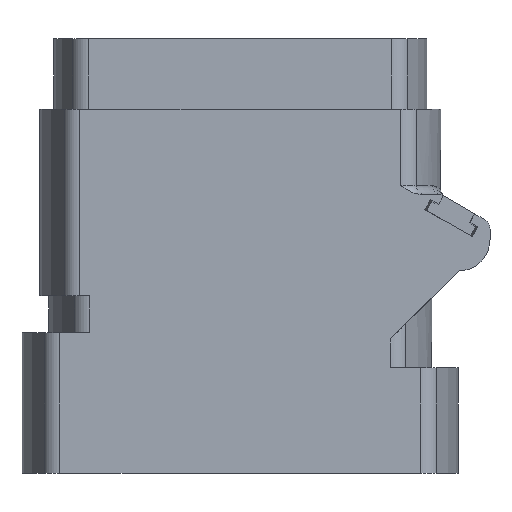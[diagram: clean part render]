
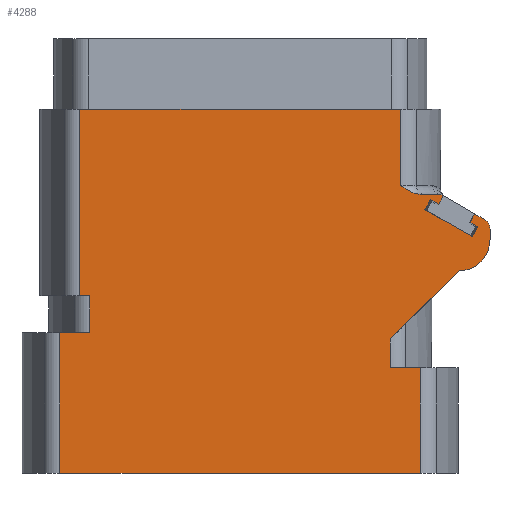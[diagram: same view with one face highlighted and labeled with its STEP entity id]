
A CAD part, front view. The second image highlights one B-rep face of the part: STEP entity #4288.
In plain terms, the highlighted planar face has unit normal (0, -1, 0).
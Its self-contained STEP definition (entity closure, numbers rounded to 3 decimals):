
#269=DIRECTION('',(1.,0.,0.));
#270=VECTOR('',#269,18.238);
#271=CARTESIAN_POINT('',(-9.119,-6.,20.7));
#272=LINE('',#271,#270);
#311=DIRECTION('',(1.,0.,0.));
#312=VECTOR('',#311,0.575);
#313=CARTESIAN_POINT('',(-9.119,-6.,10.1));
#314=LINE('',#313,#312);
#339=DIRECTION('',(-0.5,0.,-0.866));
#340=VECTOR('',#339,0.55);
#341=CARTESIAN_POINT('',(11.555,-6.,15.777));
#342=LINE('',#341,#340);
#343=DIRECTION('',(-0.866,0.,0.5));
#344=VECTOR('',#343,0.525);
#345=CARTESIAN_POINT('',(11.28,-6.,15.3));
#346=LINE('',#345,#344);
#347=DIRECTION('',(-0.5,0.,-0.866));
#348=VECTOR('',#347,0.65);
#349=CARTESIAN_POINT('',(10.825,-6.,15.563));
#350=LINE('',#349,#348);
#351=DIRECTION('',(0.866,0.,-0.5));
#352=VECTOR('',#351,3.1);
#353=CARTESIAN_POINT('',(10.5,-6.,15.));
#354=LINE('',#353,#352);
#355=DIRECTION('',(0.5,0.,0.866));
#356=VECTOR('',#355,0.65);
#357=CARTESIAN_POINT('',(13.185,-6.,13.45));
#358=LINE('',#357,#356);
#359=DIRECTION('',(-0.866,0.,0.5));
#360=VECTOR('',#359,0.525);
#361=CARTESIAN_POINT('',(13.51,-6.,14.013));
#362=LINE('',#361,#360);
#363=DIRECTION('',(0.5,0.,0.866));
#364=VECTOR('',#363,0.55);
#365=CARTESIAN_POINT('',(13.055,-6.,14.275));
#366=LINE('',#365,#364);
#367=DIRECTION('',(-0.866,0.,0.5));
#368=VECTOR('',#367,0.629);
#369=CARTESIAN_POINT('',(13.875,-6.,14.437));
#370=LINE('',#369,#368);
#371=CARTESIAN_POINT('',(13.55,-6.,13.874));
#372=DIRECTION('',(0.,-1.,0.));
#373=DIRECTION('',(1.,0.,0.));
#374=AXIS2_PLACEMENT_3D('',#371,#372,#373);
#376=DIRECTION('',(0.,0.,1.));
#377=VECTOR('',#376,0.574);
#378=CARTESIAN_POINT('',(14.2,-6.,13.3));
#379=LINE('',#378,#377);
#380=CARTESIAN_POINT('',(12.4,-6.,13.3));
#381=DIRECTION('',(0.,-1.,0.));
#382=DIRECTION('',(0.,0.,-1.));
#383=AXIS2_PLACEMENT_3D('',#380,#381,#382);
#385=DIRECTION('',(0.,0.,-1.));
#386=VECTOR('',#385,1.645);
#387=CARTESIAN_POINT('',(8.545,-6.,7.645));
#388=LINE('',#387,#386);
#389=DIRECTION('',(0.,0.,-1.));
#390=VECTOR('',#389,6.);
#391=CARTESIAN_POINT('',(10.245,-6.,6.));
#392=LINE('',#391,#390);
#393=DIRECTION('',(0.,0.,1.));
#394=VECTOR('',#393,8.);
#395=CARTESIAN_POINT('',(-10.245,-6.,0.));
#396=LINE('',#395,#394);
#397=DIRECTION('',(0.,0.,-1.));
#398=VECTOR('',#397,2.1);
#399=CARTESIAN_POINT('',(-8.545,-6.,10.1));
#400=LINE('',#399,#398);
#401=DIRECTION('',(0.,0.,-1.));
#402=VECTOR('',#401,10.6);
#403=CARTESIAN_POINT('',(-9.119,-6.,20.7));
#404=LINE('',#403,#402);
#405=DIRECTION('',(0.,0.,-1.));
#406=VECTOR('',#405,4.334);
#407=CARTESIAN_POINT('',(9.119,-6.,20.7));
#408=LINE('',#407,#406);
#409=DIRECTION('',(-0.866,0.,0.5));
#410=VECTOR('',#409,0.179);
#411=CARTESIAN_POINT('',(11.555,-6.,15.777));
#412=LINE('',#411,#410);
#441=DIRECTION('',(-1.,0.,0.));
#442=VECTOR('',#441,1.163);
#443=CARTESIAN_POINT('',(11.4,-6.,15.866));
#444=LINE('',#443,#442);
#460=CARTESIAN_POINT('',(10.237,-6.,15.866));
#461=CARTESIAN_POINT('',(10.224,-6.,15.866));
#462=CARTESIAN_POINT('',(10.198,-6.,15.867));
#463=CARTESIAN_POINT('',(10.158,-6.,15.869));
#464=CARTESIAN_POINT('',(10.116,-6.,15.874));
#465=CARTESIAN_POINT('',(10.072,-6.,15.88));
#466=CARTESIAN_POINT('',(10.027,-6.,15.889));
#467=CARTESIAN_POINT('',(9.98,-6.,15.899));
#468=CARTESIAN_POINT('',(9.932,-6.,15.913));
#469=CARTESIAN_POINT('',(9.881,-6.,15.929));
#470=CARTESIAN_POINT('',(9.828,-6.,15.948));
#471=CARTESIAN_POINT('',(9.772,-6.,15.97));
#472=CARTESIAN_POINT('',(9.714,-6.,15.996));
#473=CARTESIAN_POINT('',(9.651,-6.,16.026));
#474=CARTESIAN_POINT('',(9.583,-6.,16.063));
#475=CARTESIAN_POINT('',(9.508,-6.,16.105));
#476=CARTESIAN_POINT('',(9.425,-6.,16.157));
#477=CARTESIAN_POINT('',(9.332,-6.,16.217));
#478=CARTESIAN_POINT('',(9.231,-6.,16.287));
#479=CARTESIAN_POINT('',(9.158,-6.,16.339));
#480=CARTESIAN_POINT('',(9.119,-6.,16.366));
#880=DIRECTION('',(0.707,0.,0.707));
#881=VECTOR('',#880,5.452);
#882=CARTESIAN_POINT('',(8.545,-6.,7.645));
#883=LINE('',#882,#881);
#958=DIRECTION('',(-1.,0.,0.));
#959=VECTOR('',#958,1.7);
#960=CARTESIAN_POINT('',(10.245,-6.,6.));
#961=LINE('',#960,#959);
#1027=DIRECTION('',(1.,0.,0.));
#1028=VECTOR('',#1027,20.49);
#1029=CARTESIAN_POINT('',(-10.245,-6.,0.));
#1030=LINE('',#1029,#1028);
#1055=DIRECTION('',(-1.,0.,0.));
#1056=VECTOR('',#1055,1.7);
#1057=CARTESIAN_POINT('',(-8.545,-6.,8.));
#1058=LINE('',#1057,#1056);
#3197=CARTESIAN_POINT('',(12.4,-6.,11.5));
#3198=CARTESIAN_POINT('',(14.2,-6.,13.3));
#3199=VERTEX_POINT('',#3197);
#3200=VERTEX_POINT('',#3198);
#3201=CARTESIAN_POINT('',(14.2,-6.,13.874));
#3202=VERTEX_POINT('',#3201);
#3203=CARTESIAN_POINT('',(13.875,-6.,14.437));
#3204=VERTEX_POINT('',#3203);
#3233=CARTESIAN_POINT('',(11.4,-6.,15.866));
#3234=VERTEX_POINT('',#3233);
#3249=CARTESIAN_POINT('',(11.555,-6.,15.777));
#3250=CARTESIAN_POINT('',(11.28,-6.,15.3));
#3251=VERTEX_POINT('',#3249);
#3252=VERTEX_POINT('',#3250);
#3253=CARTESIAN_POINT('',(10.825,-6.,15.563));
#3254=VERTEX_POINT('',#3253);
#3255=CARTESIAN_POINT('',(10.5,-6.,15.));
#3256=VERTEX_POINT('',#3255);
#3257=CARTESIAN_POINT('',(13.185,-6.,13.45));
#3258=VERTEX_POINT('',#3257);
#3259=CARTESIAN_POINT('',(13.51,-6.,14.013));
#3260=VERTEX_POINT('',#3259);
#3261=CARTESIAN_POINT('',(13.055,-6.,14.275));
#3262=VERTEX_POINT('',#3261);
#3263=CARTESIAN_POINT('',(13.33,-6.,14.752));
#3264=VERTEX_POINT('',#3263);
#3314=CARTESIAN_POINT('',(10.245,-6.,0.));
#3316=VERTEX_POINT('',#3314);
#3317=CARTESIAN_POINT('',(10.245,-6.,6.));
#3318=VERTEX_POINT('',#3317);
#3322=CARTESIAN_POINT('',(-10.245,-6.,8.));
#3324=VERTEX_POINT('',#3322);
#3325=CARTESIAN_POINT('',(-10.245,-6.,0.));
#3326=VERTEX_POINT('',#3325);
#3345=CARTESIAN_POINT('',(8.545,-6.,7.645));
#3346=CARTESIAN_POINT('',(8.545,-6.,6.));
#3347=VERTEX_POINT('',#3345);
#3348=VERTEX_POINT('',#3346);
#3357=CARTESIAN_POINT('',(-8.545,-6.,10.1));
#3358=CARTESIAN_POINT('',(-8.545,-6.,8.));
#3359=VERTEX_POINT('',#3357);
#3360=VERTEX_POINT('',#3358);
#3361=CARTESIAN_POINT('',(-9.119,-6.,10.1));
#3363=VERTEX_POINT('',#3361);
#3367=CARTESIAN_POINT('',(-9.119,-6.,20.7));
#3368=VERTEX_POINT('',#3367);
#3381=CARTESIAN_POINT('',(9.119,-6.,20.7));
#3383=VERTEX_POINT('',#3381);
#3389=CARTESIAN_POINT('',(9.119,-6.,16.366));
#3390=VERTEX_POINT('',#3389);
#3391=CARTESIAN_POINT('',(10.237,-6.,15.866));
#3392=VERTEX_POINT('',#3391);
#4232=CARTESIAN_POINT('',(-10.852,-6.,0.));
#4233=DIRECTION('',(0.,-1.,0.));
#4234=DIRECTION('',(1.,0.,0.));
#4235=AXIS2_PLACEMENT_3D('',#4232,#4233,#4234);
#4236=PLANE('',#4235);
#4238=ORIENTED_EDGE('',*,*,#4237,.T.);
#4240=ORIENTED_EDGE('',*,*,#4239,.T.);
#4242=ORIENTED_EDGE('',*,*,#4241,.T.);
#4244=ORIENTED_EDGE('',*,*,#4243,.T.);
#4246=ORIENTED_EDGE('',*,*,#4245,.T.);
#4248=ORIENTED_EDGE('',*,*,#4247,.T.);
#4250=ORIENTED_EDGE('',*,*,#4249,.T.);
#4252=ORIENTED_EDGE('',*,*,#4251,.F.);
#4254=ORIENTED_EDGE('',*,*,#4253,.F.);
#4256=ORIENTED_EDGE('',*,*,#4255,.F.);
#4258=ORIENTED_EDGE('',*,*,#4257,.F.);
#4260=ORIENTED_EDGE('',*,*,#4259,.F.);
#4262=ORIENTED_EDGE('',*,*,#4261,.T.);
#4264=ORIENTED_EDGE('',*,*,#4263,.F.);
#4266=ORIENTED_EDGE('',*,*,#4265,.T.);
#4268=ORIENTED_EDGE('',*,*,#4267,.F.);
#4270=ORIENTED_EDGE('',*,*,#4269,.T.);
#4272=ORIENTED_EDGE('',*,*,#4271,.F.);
#4274=ORIENTED_EDGE('',*,*,#4273,.F.);
#4275=ORIENTED_EDGE('',*,*,#4214,.F.);
#4276=ORIENTED_EDGE('',*,*,#4204,.F.);
#4277=ORIENTED_EDGE('',*,*,#4172,.T.);
#4279=ORIENTED_EDGE('',*,*,#4278,.T.);
#4281=ORIENTED_EDGE('',*,*,#4280,.F.);
#4283=ORIENTED_EDGE('',*,*,#4282,.F.);
#4285=ORIENTED_EDGE('',*,*,#4284,.F.);
#4286=EDGE_LOOP('',(#4238,#4240,#4242,#4244,#4246,#4248,#4250,#4252,#4254,#4256,
#4258,#4260,#4262,#4264,#4266,#4268,#4270,#4272,#4274,#4275,#4276,#4277,#4279,
#4281,#4283,#4285));
#4287=FACE_OUTER_BOUND('',#4286,.F.);
#4288=ADVANCED_FACE('',(#4287),#4236,.T.);
#375=CIRCLE('',#374,0.65);
#384=CIRCLE('',#383,1.8);
#481=B_SPLINE_CURVE_WITH_KNOTS('',3,(#460,#461,#462,#463,#464,#465,#466,#467,
#468,#469,#470,#471,#472,#473,#474,#475,#476,#477,#478,#479,#480),.UNSPECIFIED.,
.F.,.F.,(4,1,1,1,1,1,1,1,1,1,1,1,1,1,1,1,1,1,4),(0.,0.056,
0.111,0.167,0.222,0.278,
0.333,0.389,0.444,0.5,0.556,
0.611,0.667,0.722,0.778,
0.833,0.889,0.944,1.),.UNSPECIFIED.);
#4172=EDGE_CURVE('',#3368,#3383,#272,.T.);
#4204=EDGE_CURVE('',#3368,#3363,#404,.T.);
#4214=EDGE_CURVE('',#3363,#3359,#314,.T.);
#4237=EDGE_CURVE('',#3251,#3252,#342,.T.);
#4239=EDGE_CURVE('',#3252,#3254,#346,.T.);
#4241=EDGE_CURVE('',#3254,#3256,#350,.T.);
#4243=EDGE_CURVE('',#3256,#3258,#354,.T.);
#4245=EDGE_CURVE('',#3258,#3260,#358,.T.);
#4247=EDGE_CURVE('',#3260,#3262,#362,.T.);
#4249=EDGE_CURVE('',#3262,#3264,#366,.T.);
#4251=EDGE_CURVE('',#3204,#3264,#370,.T.);
#4253=EDGE_CURVE('',#3202,#3204,#375,.T.);
#4255=EDGE_CURVE('',#3200,#3202,#379,.T.);
#4257=EDGE_CURVE('',#3199,#3200,#384,.T.);
#4259=EDGE_CURVE('',#3347,#3199,#883,.T.);
#4261=EDGE_CURVE('',#3347,#3348,#388,.T.);
#4263=EDGE_CURVE('',#3318,#3348,#961,.T.);
#4265=EDGE_CURVE('',#3318,#3316,#392,.T.);
#4267=EDGE_CURVE('',#3326,#3316,#1030,.T.);
#4269=EDGE_CURVE('',#3326,#3324,#396,.T.);
#4271=EDGE_CURVE('',#3360,#3324,#1058,.T.);
#4273=EDGE_CURVE('',#3359,#3360,#400,.T.);
#4278=EDGE_CURVE('',#3383,#3390,#408,.T.);
#4280=EDGE_CURVE('',#3392,#3390,#481,.T.);
#4282=EDGE_CURVE('',#3234,#3392,#444,.T.);
#4284=EDGE_CURVE('',#3251,#3234,#412,.T.);
